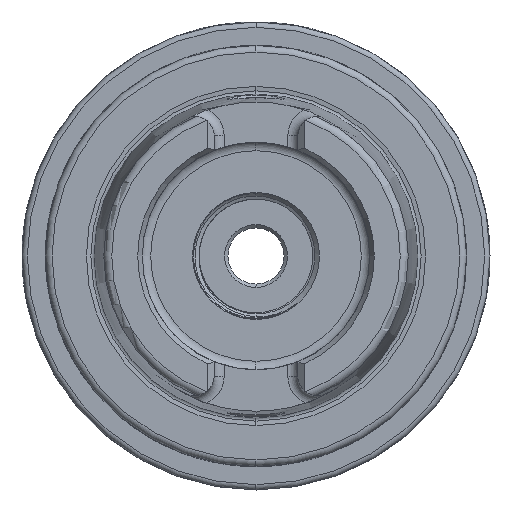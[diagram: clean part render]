
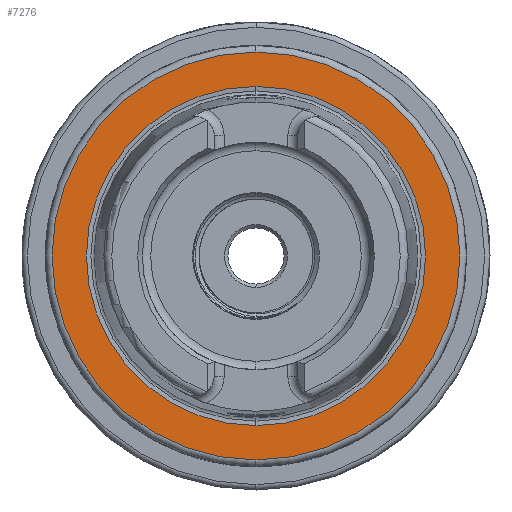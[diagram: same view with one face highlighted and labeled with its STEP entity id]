
A CAD part, left-side view. The second image highlights one B-rep face of the part: STEP entity #7276.
In plain terms, the highlighted planar face has unit normal (-1, 0, 0).
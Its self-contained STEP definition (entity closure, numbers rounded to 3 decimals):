
#285 = VERTEX_POINT ( 'NONE', #21285 ) ;
#1306 = AXIS2_PLACEMENT_3D ( 'NONE', #10564, #10565, #10566 ) ;
#1311 = AXIS2_PLACEMENT_3D ( 'NONE', #10628, #10629, #10630 ) ;
#5648 = ORIENTED_EDGE ( 'NONE', *, *, #19689, .T. ) ;
#5907 = CARTESIAN_POINT ( 'NONE',  ( 0., 0., 0. ) ) ;
#5908 = DIRECTION ( 'NONE',  ( -1., 0., 0. ) ) ;
#5909 = DIRECTION ( 'NONE',  ( 0., 0., 1. ) ) ;
#7276 = ADVANCED_FACE ( 'NONE', ( #18009, #17988 ), #17066, .T. ) ;
#7283 = EDGE_CURVE ( 'NONE', #21218, #21240, #18788, .T. ) ;
#7427 = EDGE_CURVE ( 'NONE', #285, #21225, #18826, .T. ) ;
#10564 = CARTESIAN_POINT ( 'NONE',  ( 0., 0., 0. ) ) ;
#10565 = DIRECTION ( 'NONE',  ( -1., 0., 0. ) ) ;
#10566 = DIRECTION ( 'NONE',  ( 0., 0., 1. ) ) ;
#10628 = CARTESIAN_POINT ( 'NONE',  ( 0., 0., 0. ) ) ;
#10629 = DIRECTION ( 'NONE',  ( 1., 0., 0. ) ) ;
#10630 = DIRECTION ( 'NONE',  ( 0., 0., -1. ) ) ;
#11000 = CARTESIAN_POINT ( 'NONE',  ( 0., 0., -25.369 ) ) ;
#11007 = CARTESIAN_POINT ( 'NONE',  ( 0., 0., 30.5 ) ) ;
#11022 = CARTESIAN_POINT ( 'NONE',  ( 0., 0., 25.369 ) ) ;
#13435 = ORIENTED_EDGE ( 'NONE', *, *, #7427, .T. ) ;
#13510 = ORIENTED_EDGE ( 'NONE', *, *, #7283, .T. ) ;
#13515 = ORIENTED_EDGE ( 'NONE', *, *, #19720, .T. ) ;
#14210 = AXIS2_PLACEMENT_3D ( 'NONE', #5907, #5908, #5909 ) ;
#17066 = PLANE ( 'NONE',  #18001 ) ;
#17067 = CARTESIAN_POINT ( 'NONE',  ( 0., 25.369, 0. ) ) ;
#17068 = DIRECTION ( 'NONE',  ( -1., 0., 0. ) ) ;
#17069 = DIRECTION ( 'NONE',  ( 0., 0., 1. ) ) ;
#17186 = CARTESIAN_POINT ( 'NONE',  ( 0., 0., 0. ) ) ;
#17187 = DIRECTION ( 'NONE',  ( 1., 0., 0. ) ) ;
#17188 = DIRECTION ( 'NONE',  ( 0., 0., -1. ) ) ;
#17672 = EDGE_LOOP ( 'NONE', ( #5648, #13435 ) ) ;
#17698 = EDGE_LOOP ( 'NONE', ( #13515, #13510 ) ) ;
#17984 = AXIS2_PLACEMENT_3D ( 'NONE', #17186, #17187, #17188 ) ;
#17988 = FACE_BOUND ( 'NONE', #17698, .T. ) ;
#18001 = AXIS2_PLACEMENT_3D ( 'NONE', #17067, #17068, #17069 ) ;
#18009 = FACE_OUTER_BOUND ( 'NONE', #17672, .T. ) ;
#18788 = CIRCLE ( 'NONE', #17984, 25.369 ) ;
#18826 = CIRCLE ( 'NONE', #14210, 30.5 ) ;
#18985 = CIRCLE ( 'NONE', #1306, 30.5 ) ;
#18988 = CIRCLE ( 'NONE', #1311, 25.369 ) ;
#19689 = EDGE_CURVE ( 'NONE', #21225, #285, #18985, .T. ) ;
#19720 = EDGE_CURVE ( 'NONE', #21240, #21218, #18988, .T. ) ;
#21218 = VERTEX_POINT ( 'NONE', #11000 ) ;
#21225 = VERTEX_POINT ( 'NONE', #11007 ) ;
#21240 = VERTEX_POINT ( 'NONE', #11022 ) ;
#21285 = CARTESIAN_POINT ( 'NONE',  ( 0., 0., -30.5 ) ) ;
